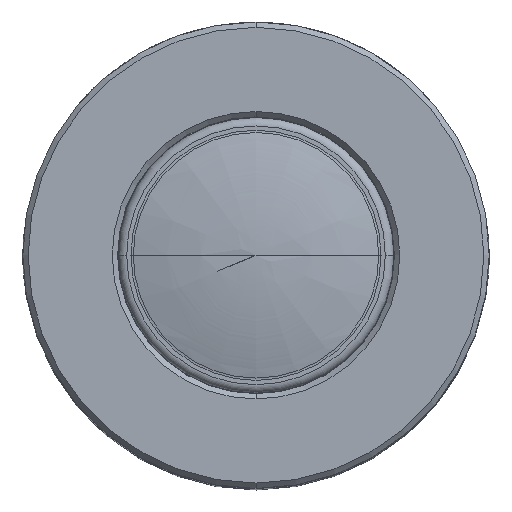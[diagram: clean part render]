
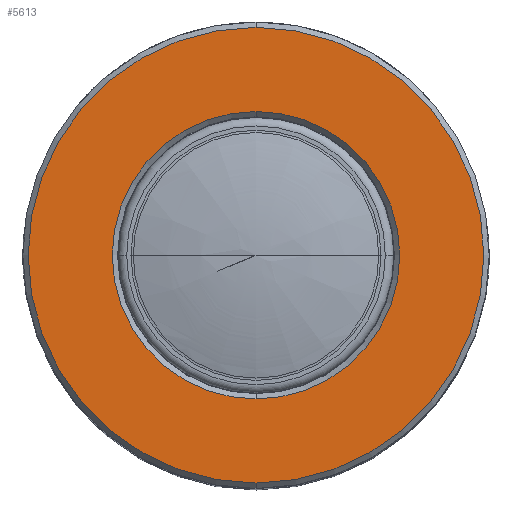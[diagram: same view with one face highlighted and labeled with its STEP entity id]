
A CAD part, top view. The second image highlights one B-rep face of the part: STEP entity #5613.
In plain terms, the highlighted planar face has unit normal (0, 0, 1).
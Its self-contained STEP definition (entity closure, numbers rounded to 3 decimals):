
#160 = DIRECTION ( 'NONE',  ( 0., 0., -1. ) ) ;
#446 = ORIENTED_EDGE ( 'NONE', *, *, #4785, .T. ) ;
#468 = AXIS2_PLACEMENT_3D ( 'NONE', #4523, #1329, #5066 ) ;
#505 = CARTESIAN_POINT ( 'NONE',  ( 0., -5.373, 11.062 ) ) ;
#548 = DIRECTION ( 'NONE',  ( 0., 0., 1. ) ) ;
#1057 = AXIS2_PLACEMENT_3D ( 'NONE', #3739, #548, #4269 ) ;
#1116 = DIRECTION ( 'NONE',  ( 0., 1., 0. ) ) ;
#1329 = DIRECTION ( 'NONE',  ( 0., 0., -1. ) ) ;
#1674 = FACE_BOUND ( 'NONE', #4512, .T. ) ;
#1757 = CIRCLE ( 'NONE', #1057, 5.373 ) ;
#2121 = AXIS2_PLACEMENT_3D ( 'NONE', #5375, #2193, #5899 ) ;
#2193 = DIRECTION ( 'NONE',  ( 0., 0., 1. ) ) ;
#2323 = EDGE_LOOP ( 'NONE', ( #4742, #446 ) ) ;
#2680 = PLANE ( 'NONE',  #5542 ) ;
#2793 = VERTEX_POINT ( 'NONE', #5445 ) ;
#3054 = ORIENTED_EDGE ( 'NONE', *, *, #6480, .T. ) ;
#3351 = CARTESIAN_POINT ( 'NONE',  ( 0., 0., 11.062 ) ) ;
#3429 = CIRCLE ( 'NONE', #4599, 3.39 ) ;
#3739 = CARTESIAN_POINT ( 'NONE',  ( 0., 0., 11.062 ) ) ;
#3763 = CARTESIAN_POINT ( 'NONE',  ( 0., -3.263, 11.062 ) ) ;
#3886 = DIRECTION ( 'NONE',  ( 0., 1., 0. ) ) ;
#4269 = DIRECTION ( 'NONE',  ( 0., 1., 0. ) ) ;
#4296 = DIRECTION ( 'NONE',  ( 0., 0., -1. ) ) ;
#4322 = EDGE_CURVE ( 'NONE', #4524, #2793, #6837, .T. ) ;
#4512 = EDGE_LOOP ( 'NONE', ( #3054, #6333 ) ) ;
#4523 = CARTESIAN_POINT ( 'NONE',  ( 0., 0., 11.062 ) ) ;
#4524 = VERTEX_POINT ( 'NONE', #6620 ) ;
#4599 = AXIS2_PLACEMENT_3D ( 'NONE', #3351, #160, #3886 ) ;
#4713 = VERTEX_POINT ( 'NONE', #505 ) ;
#4742 = ORIENTED_EDGE ( 'NONE', *, *, #4832, .T. ) ;
#4785 = EDGE_CURVE ( 'NONE', #4713, #6068, #1757, .T. ) ;
#4832 = EDGE_CURVE ( 'NONE', #6068, #4713, #5337, .T. ) ;
#5066 = DIRECTION ( 'NONE',  ( 0., 1., 0. ) ) ;
#5337 = CIRCLE ( 'NONE', #2121, 5.373 ) ;
#5375 = CARTESIAN_POINT ( 'NONE',  ( 0., 0., 11.062 ) ) ;
#5445 = CARTESIAN_POINT ( 'NONE',  ( 0., -3.39, 11.062 ) ) ;
#5542 = AXIS2_PLACEMENT_3D ( 'NONE', #3763, #4296, #1116 ) ;
#5613 = ADVANCED_FACE ( 'NONE', ( #5914, #1674 ), #2680, .F. ) ;
#5899 = DIRECTION ( 'NONE',  ( 0., 1., 0. ) ) ;
#5914 = FACE_OUTER_BOUND ( 'NONE', #2323, .T. ) ;
#6068 = VERTEX_POINT ( 'NONE', #6385 ) ;
#6333 = ORIENTED_EDGE ( 'NONE', *, *, #4322, .T. ) ;
#6385 = CARTESIAN_POINT ( 'NONE',  ( 0., 5.373, 11.062 ) ) ;
#6480 = EDGE_CURVE ( 'NONE', #2793, #4524, #3429, .T. ) ;
#6620 = CARTESIAN_POINT ( 'NONE',  ( 0., 3.39, 11.062 ) ) ;
#6837 = CIRCLE ( 'NONE', #468, 3.39 ) ;
